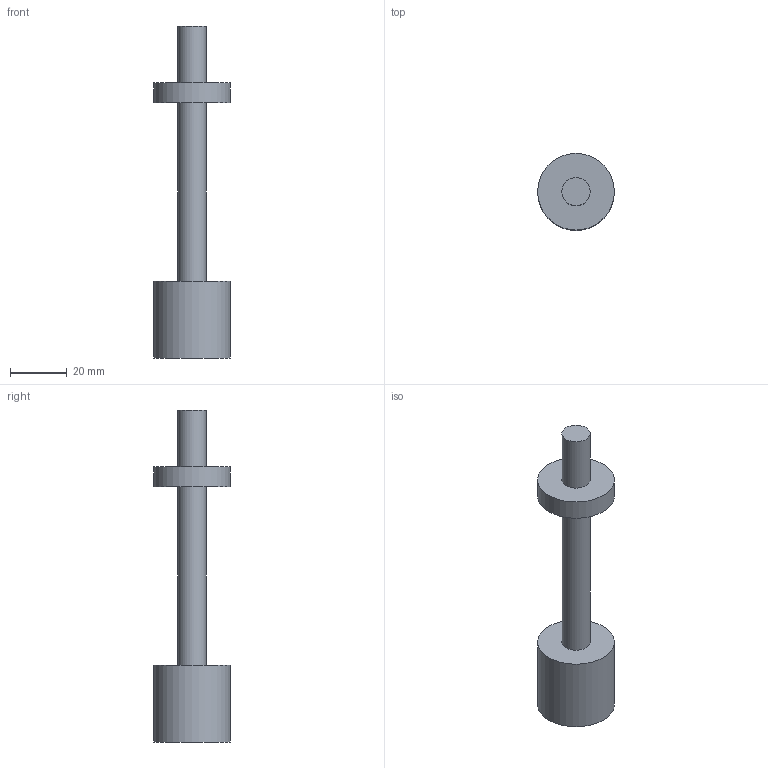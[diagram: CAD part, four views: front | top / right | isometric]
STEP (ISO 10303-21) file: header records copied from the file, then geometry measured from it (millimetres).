
FILE_DESCRIPTION(('FreeCAD Model'),'2;1');
FILE_NAME('Open CASCADE Shape Model','2022-10-21T08:05:01',('Author'),( ''),'Open CASCADE STEP processor 7.6','FreeCAD','Unknown');
FILE_SCHEMA(('AUTOMOTIVE_DESIGN { 1 0 10303 214 1 1 1 1 }'));
Length unit declared in the file: millimetre
Products named in the file (1): Shape
Bounding box: 27 x 27 x 117 mm (x, y, z)
Volume: 25985.7 mm3; surface area: 7624.6 mm2
Topology: 1 solids, 1 shells, 9 faces, 12 edges, 8 vertices
Faces by surface type: plane 5, cylinder 4
Full cylindrical faces by diameter (mm): 10 x2, 27 x2
Entity records: 372 total; most frequent: DIRECTION 64, CARTESIAN_POINT 54, ORIENTED_EDGE 24, PCURVE 24, DEFINITIONAL_REPRESENTATION 24, LINE 20, VECTOR 20, AXIS2_PLACEMENT_3D 18
